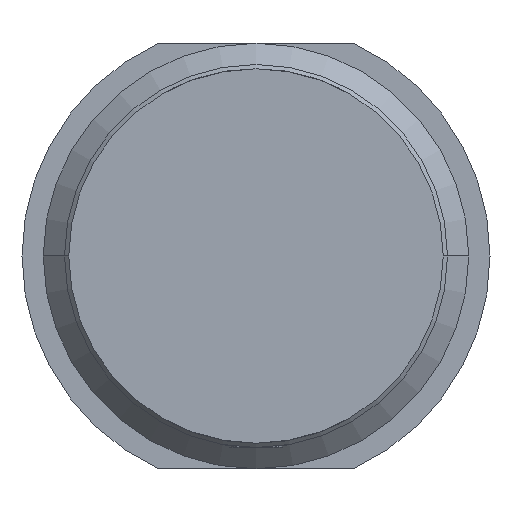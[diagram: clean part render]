
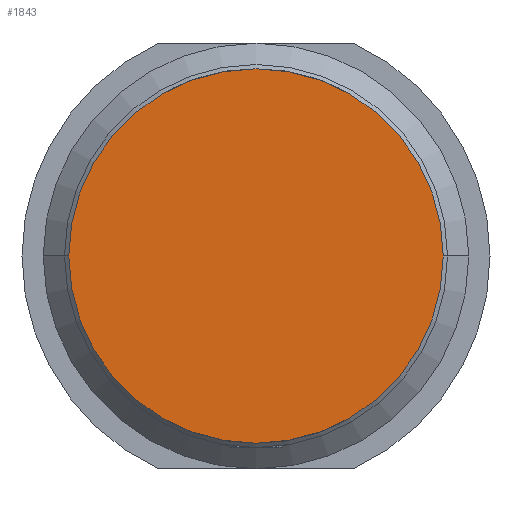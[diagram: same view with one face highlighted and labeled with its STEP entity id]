
A CAD part, front view. The second image highlights one B-rep face of the part: STEP entity #1843.
In plain terms, the highlighted planar face has unit normal (0, -1, 0).
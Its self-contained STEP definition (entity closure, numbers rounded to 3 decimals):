
#60 = DIRECTION ( 'NONE',  ( -1., 0., 0. ) ) ;
#187 = FACE_OUTER_BOUND ( 'NONE', #1593, .T. ) ;
#350 = VERTEX_POINT ( 'NONE', #2630 ) ;
#597 = AXIS2_PLACEMENT_3D ( 'NONE', #2440, #1836, #619 ) ;
#619 = DIRECTION ( 'NONE',  ( -1., 0., 0. ) ) ;
#730 = ORIENTED_EDGE ( 'NONE', *, *, #2730, .T. ) ;
#798 = VERTEX_POINT ( 'NONE', #3422 ) ;
#803 = DIRECTION ( 'NONE',  ( 1., 0., 0. ) ) ;
#1509 = CIRCLE ( 'NONE', #3926, 2.2 ) ;
#1593 = EDGE_LOOP ( 'NONE', ( #730, #3415 ) ) ;
#1836 = DIRECTION ( 'NONE',  ( 0., -1., 0. ) ) ;
#1843 = ADVANCED_FACE ( 'Defeature ausgef�hrt2_41', ( #187 ), #3577, .F. ) ;
#2440 = CARTESIAN_POINT ( 'NONE',  ( 0., 0., 0. ) ) ;
#2538 = CARTESIAN_POINT ( 'NONE',  ( 0., 0., 0. ) ) ;
#2552 = CIRCLE ( 'NONE', #597, 2.2 ) ;
#2630 = CARTESIAN_POINT ( 'NONE',  ( 2.2, 0., 0. ) ) ;
#2702 = DIRECTION ( 'NONE',  ( 0., 1., 0. ) ) ;
#2730 = EDGE_CURVE ( 'Defeature ausgef�hrt2_41+Defeature ausgef�hrt2_34+Defeature ausgef�hrt2_34+Defeature ausgef�hrt2_34', #798, #350, #1509, .T. ) ;
#3278 = CARTESIAN_POINT ( 'NONE',  ( 0., 0., -1.9 ) ) ;
#3415 = ORIENTED_EDGE ( 'NONE', *, *, #3836, .T. ) ;
#3422 = CARTESIAN_POINT ( 'NONE',  ( -2.2, 0., 0. ) ) ;
#3577 = PLANE ( 'NONE',  #3645 ) ;
#3645 = AXIS2_PLACEMENT_3D ( 'NONE', #3278, #2702, #803 ) ;
#3769 = DIRECTION ( 'NONE',  ( 0., -1., 0. ) ) ;
#3836 = EDGE_CURVE ( 'Defeature ausgef�hrt2_41+Defeature ausgef�hrt2_34+Defeature ausgef�hrt2_34+Defeature ausgef�hrt2_34', #350, #798, #2552, .T. ) ;
#3926 = AXIS2_PLACEMENT_3D ( 'NONE', #2538, #3769, #60 ) ;
